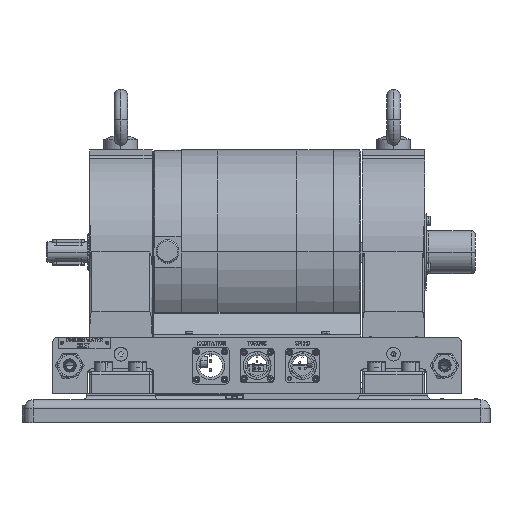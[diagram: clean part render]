
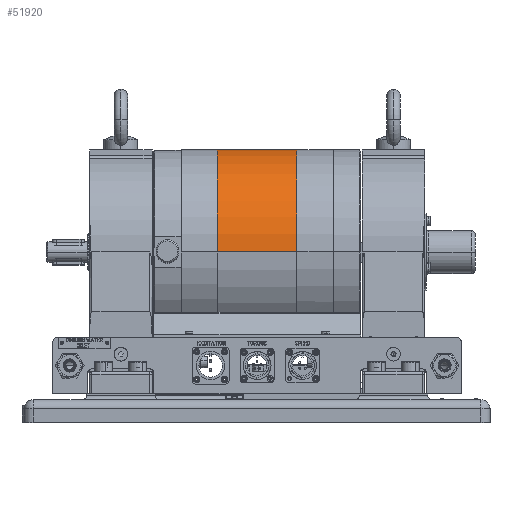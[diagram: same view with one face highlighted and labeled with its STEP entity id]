
A CAD part, top view. The second image highlights one B-rep face of the part: STEP entity #51920.
In plain terms, the highlighted cylindrical face has radius 90 mm (diameter 180 mm), a partial arc.
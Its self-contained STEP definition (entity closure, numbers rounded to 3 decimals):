
#1186 = LINE ( 'NONE', #21599, #70786 ) ;
#2612 = CARTESIAN_POINT ( 'NONE',  ( 170., 153., -230. ) ) ;
#3416 = DIRECTION ( 'NONE',  ( -1., 0., 0. ) ) ;
#6038 = CARTESIAN_POINT ( 'NONE',  ( 170., 153., -140. ) ) ;
#6753 = EDGE_CURVE ( 'NONE', #12379, #12540, #16422, .T. ) ;
#9602 = ORIENTED_EDGE ( 'NONE', *, *, #11550, .T. ) ;
#11550 = EDGE_CURVE ( 'NONE', #12540, #59277, #1186, .T. ) ;
#12379 = VERTEX_POINT ( 'NONE', #59730 ) ;
#12540 = VERTEX_POINT ( 'NONE', #40714 ) ;
#16422 = CIRCLE ( 'NONE', #69837, 90. ) ;
#17016 = VERTEX_POINT ( 'NONE', #58002 ) ;
#18073 = ORIENTED_EDGE ( 'NONE', *, *, #6753, .T. ) ;
#19444 = AXIS2_PLACEMENT_3D ( 'NONE', #38497, #85927, #45332 ) ;
#21423 = DIRECTION ( 'NONE',  ( -1., 0., 0. ) ) ;
#21599 = CARTESIAN_POINT ( 'NONE',  ( 170., 153., -230. ) ) ;
#31126 = CYLINDRICAL_SURFACE ( 'NONE', #70005, 90. ) ;
#32203 = ORIENTED_EDGE ( 'NONE', *, *, #67959, .F. ) ;
#35232 = EDGE_CURVE ( 'NONE', #17016, #59277, #35785, .T. ) ;
#35785 = CIRCLE ( 'NONE', #19444, 90. ) ;
#36838 = CARTESIAN_POINT ( 'NONE',  ( 170., 153., -50. ) ) ;
#38497 = CARTESIAN_POINT ( 'NONE',  ( 170., 153., -140. ) ) ;
#40714 = CARTESIAN_POINT ( 'NONE',  ( 240., 153., -230. ) ) ;
#45332 = DIRECTION ( 'NONE',  ( 0., 0., 1. ) ) ;
#51708 = ORIENTED_EDGE ( 'NONE', *, *, #35232, .F. ) ;
#51920 = ADVANCED_FACE ( 'NONE', ( #67165 ), #31126, .T. ) ;
#53111 = DIRECTION ( 'NONE',  ( 0., 0., 1. ) ) ;
#54324 = DIRECTION ( 'NONE',  ( 0., 0., 1. ) ) ;
#54599 = DIRECTION ( 'NONE',  ( -1., 0., 0. ) ) ;
#54729 = LINE ( 'NONE', #36838, #68484 ) ;
#55002 = CARTESIAN_POINT ( 'NONE',  ( 240., 153., -140. ) ) ;
#58002 = CARTESIAN_POINT ( 'NONE',  ( 170., 153., -50. ) ) ;
#59277 = VERTEX_POINT ( 'NONE', #2612 ) ;
#59730 = CARTESIAN_POINT ( 'NONE',  ( 240., 153., -50. ) ) ;
#67165 = FACE_OUTER_BOUND ( 'NONE', #75543, .T. ) ;
#67959 = EDGE_CURVE ( 'NONE', #12379, #17016, #54729, .T. ) ;
#68484 = VECTOR ( 'NONE', #3416, 1000. ) ;
#69837 = AXIS2_PLACEMENT_3D ( 'NONE', #55002, #54599, #54324 ) ;
#70005 = AXIS2_PLACEMENT_3D ( 'NONE', #6038, #80071, #53111 ) ;
#70786 = VECTOR ( 'NONE', #21423, 1000. ) ;
#75543 = EDGE_LOOP ( 'NONE', ( #18073, #9602, #51708, #32203 ) ) ;
#80071 = DIRECTION ( 'NONE',  ( -1., 0., 0. ) ) ;
#85927 = DIRECTION ( 'NONE',  ( -1., 0., 0. ) ) ;
